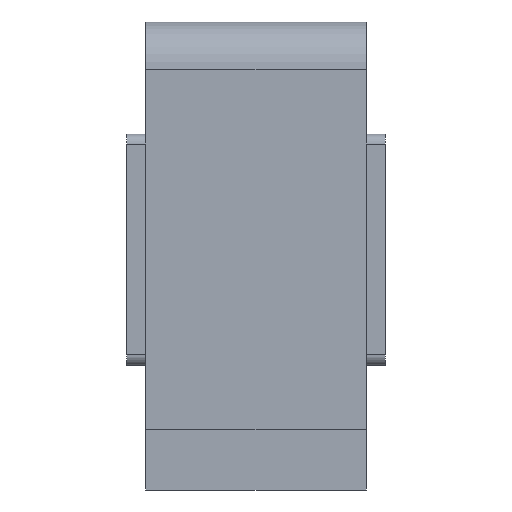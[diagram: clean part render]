
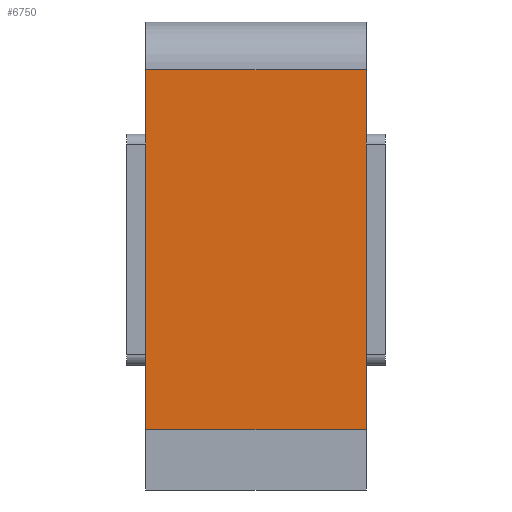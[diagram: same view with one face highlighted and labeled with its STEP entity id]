
A CAD part, front view. The second image highlights one B-rep face of the part: STEP entity #6750.
In plain terms, the highlighted planar face has unit normal (0, -1, 0).
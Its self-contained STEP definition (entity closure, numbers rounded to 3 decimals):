
#318 = ORIENTED_EDGE ( 'NONE', *, *, #678, .T. ) ;
#678 = EDGE_CURVE ( 'NONE', #13147, #11607, #7439, .T. ) ;
#718 = DIRECTION ( 'NONE',  ( 0., 0., -1. ) ) ;
#1613 = VECTOR ( 'NONE', #7705, 1000. ) ;
#1909 = VECTOR ( 'NONE', #15827, 1000. ) ;
#1954 = DIRECTION ( 'NONE',  ( 0., 0., 1. ) ) ;
#1990 = AXIS2_PLACEMENT_3D ( 'NONE', #14404, #11889, #1954 ) ;
#2047 = PLANE ( 'NONE',  #1990 ) ;
#2571 = EDGE_CURVE ( 'NONE', #11607, #5188, #5824, .T. ) ;
#3193 = CARTESIAN_POINT ( 'NONE',  ( -11.5, -5.5, 0. ) ) ;
#4524 = CARTESIAN_POINT ( 'NONE',  ( -11.5, -5.5, 0. ) ) ;
#4737 = ORIENTED_EDGE ( 'NONE', *, *, #14873, .F. ) ;
#5188 = VERTEX_POINT ( 'NONE', #4524 ) ;
#5824 = LINE ( 'NONE', #3193, #13436 ) ;
#6556 = CARTESIAN_POINT ( 'NONE',  ( 11.5, -5.5, 0. ) ) ;
#6750 = ADVANCED_FACE ( 'NONE', ( #8941 ), #2047, .F. ) ;
#7439 = LINE ( 'NONE', #10378, #1613 ) ;
#7705 = DIRECTION ( 'NONE',  ( -1., 0., 0. ) ) ;
#8695 = VECTOR ( 'NONE', #10207, 1000. ) ;
#8941 = FACE_OUTER_BOUND ( 'NONE', #14963, .T. ) ;
#9635 = CARTESIAN_POINT ( 'NONE',  ( 11.5, -5.5, 0. ) ) ;
#10207 = DIRECTION ( 'NONE',  ( 0., 0., -1. ) ) ;
#10378 = CARTESIAN_POINT ( 'NONE',  ( 11.5, -5.5, 37.5 ) ) ;
#11512 = VERTEX_POINT ( 'NONE', #12179 ) ;
#11607 = VERTEX_POINT ( 'NONE', #13989 ) ;
#11889 = DIRECTION ( 'NONE',  ( 0., 1., 0. ) ) ;
#11937 = ORIENTED_EDGE ( 'NONE', *, *, #14920, .F. ) ;
#12179 = CARTESIAN_POINT ( 'NONE',  ( 11.5, -5.5, 0. ) ) ;
#12394 = LINE ( 'NONE', #6556, #8695 ) ;
#13147 = VERTEX_POINT ( 'NONE', #15119 ) ;
#13436 = VECTOR ( 'NONE', #718, 1000. ) ;
#13989 = CARTESIAN_POINT ( 'NONE',  ( -11.5, -5.5, 37.5 ) ) ;
#14404 = CARTESIAN_POINT ( 'NONE',  ( 11.5, -5.5, 0. ) ) ;
#14873 = EDGE_CURVE ( 'NONE', #13147, #11512, #12394, .T. ) ;
#14920 = EDGE_CURVE ( 'NONE', #11512, #5188, #15540, .T. ) ;
#14963 = EDGE_LOOP ( 'NONE', ( #15111, #11937, #4737, #318 ) ) ;
#15111 = ORIENTED_EDGE ( 'NONE', *, *, #2571, .T. ) ;
#15119 = CARTESIAN_POINT ( 'NONE',  ( 11.5, -5.5, 37.5 ) ) ;
#15540 = LINE ( 'NONE', #9635, #1909 ) ;
#15827 = DIRECTION ( 'NONE',  ( -1., 0., 0. ) ) ;
